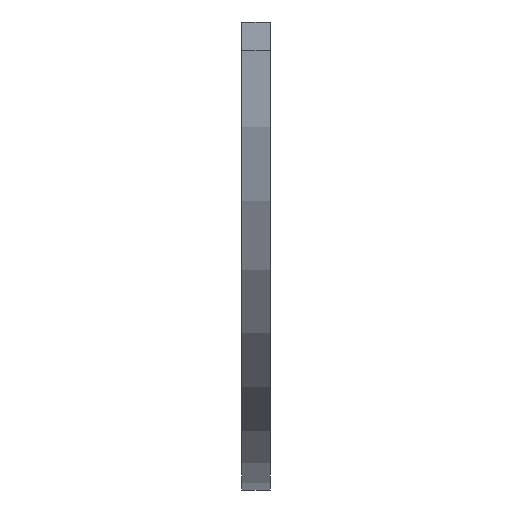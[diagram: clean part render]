
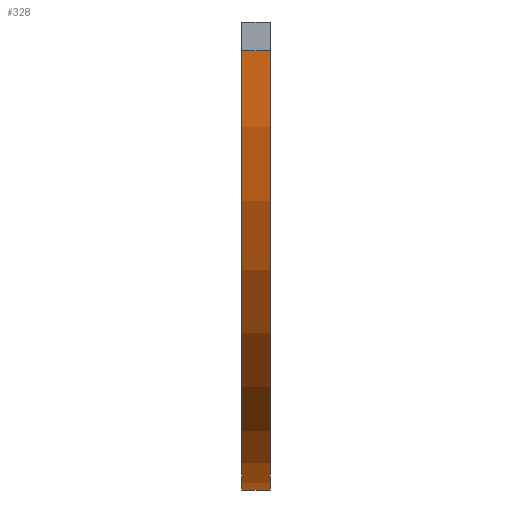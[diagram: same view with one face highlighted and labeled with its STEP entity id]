
A CAD part, left-side view. The second image highlights one B-rep face of the part: STEP entity #328.
In plain terms, the highlighted cylindrical face has radius 117.316 mm (diameter 234.632 mm), a partial arc.
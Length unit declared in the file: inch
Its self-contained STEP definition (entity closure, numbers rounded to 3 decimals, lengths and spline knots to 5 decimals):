
#2 = DIRECTION ( 'NONE',  ( 0., 1., 0. ) ) ;
#23 = EDGE_CURVE ( 'NONE', #904, #581, #179, .T. ) ;
#25 = DIRECTION ( 'NONE',  ( 0., 0., -1. ) ) ;
#47 = CARTESIAN_POINT ( 'NONE',  ( -4.61875, 0., 0. ) ) ;
#109 = DIRECTION ( 'NONE',  ( 0., 0., 1. ) ) ;
#176 = DIRECTION ( 'NONE',  ( 0., -1., 0. ) ) ;
#179 = LINE ( 'NONE', #389, #585 ) ;
#181 = VECTOR ( 'NONE', #1014, 39.37008 ) ;
#267 = ORIENTED_EDGE ( 'NONE', *, *, #23, .T. ) ;
#282 = EDGE_CURVE ( 'NONE', #636, #790, #574, .T. ) ;
#284 = FACE_OUTER_BOUND ( 'NONE', #442, .T. ) ;
#311 = CARTESIAN_POINT ( 'NONE',  ( 0., 0.3, -4.61875 ) ) ;
#328 = ADVANCED_FACE ( 'NONE', ( #284 ), #747, .T. ) ;
#340 = AXIS2_PLACEMENT_3D ( 'NONE', #342, #508, #109 ) ;
#342 = CARTESIAN_POINT ( 'NONE',  ( 0., 0.3, 0. ) ) ;
#352 = EDGE_CURVE ( 'NONE', #904, #636, #450, .T. ) ;
#389 = CARTESIAN_POINT ( 'NONE',  ( 0., 0.3, -4.61875 ) ) ;
#433 = CARTESIAN_POINT ( 'NONE',  ( -4.61875, 0.3, 0. ) ) ;
#442 = EDGE_LOOP ( 'NONE', ( #891, #267, #1005, #521 ) ) ;
#450 = CIRCLE ( 'NONE', #340, 4.61875 ) ;
#468 = DIRECTION ( 'NONE',  ( 0., -1., 0. ) ) ;
#479 = CARTESIAN_POINT ( 'NONE',  ( 0., 0., 0. ) ) ;
#484 = DIRECTION ( 'NONE',  ( 0., 0., 1. ) ) ;
#508 = DIRECTION ( 'NONE',  ( 0., 1., 0. ) ) ;
#521 = ORIENTED_EDGE ( 'NONE', *, *, #282, .F. ) ;
#556 = AXIS2_PLACEMENT_3D ( 'NONE', #655, #176, #25 ) ;
#574 = LINE ( 'NONE', #930, #181 ) ;
#581 = VERTEX_POINT ( 'NONE', #984 ) ;
#585 = VECTOR ( 'NONE', #468, 39.37008 ) ;
#596 = AXIS2_PLACEMENT_3D ( 'NONE', #479, #2, #484 ) ;
#636 = VERTEX_POINT ( 'NONE', #433 ) ;
#655 = CARTESIAN_POINT ( 'NONE',  ( 0., 0.3, 0. ) ) ;
#747 = CYLINDRICAL_SURFACE ( 'NONE', #556, 4.61875 ) ;
#790 = VERTEX_POINT ( 'NONE', #47 ) ;
#891 = ORIENTED_EDGE ( 'NONE', *, *, #352, .F. ) ;
#904 = VERTEX_POINT ( 'NONE', #311 ) ;
#930 = CARTESIAN_POINT ( 'NONE',  ( -4.61875, 0.3, 0. ) ) ;
#977 = EDGE_CURVE ( 'NONE', #581, #790, #992, .T. ) ;
#984 = CARTESIAN_POINT ( 'NONE',  ( 0., 0., -4.61875 ) ) ;
#992 = CIRCLE ( 'NONE', #596, 4.61875 ) ;
#1005 = ORIENTED_EDGE ( 'NONE', *, *, #977, .T. ) ;
#1014 = DIRECTION ( 'NONE',  ( 0., -1., 0. ) ) ;
